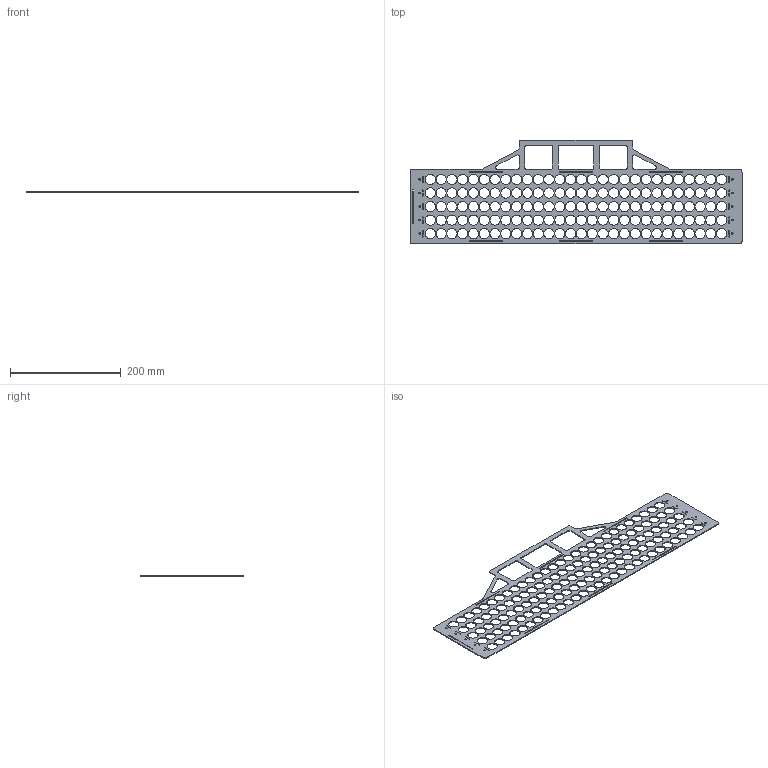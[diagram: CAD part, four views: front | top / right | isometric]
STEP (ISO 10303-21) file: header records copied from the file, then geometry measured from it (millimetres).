
FILE_DESCRIPTION(('Open CASCADE Model'),'2;1');
FILE_NAME('Open CASCADE Shape Model','2022-12-11T02:55:44',('Author'),( 'Open CASCADE'),'Open CASCADE STEP processor 7.5','Open CASCADE 7.5' ,'Unknown');
FILE_SCHEMA(('AUTOMOTIVE_DESIGN { 1 0 10303 214 1 1 1 1 }'));
Length unit declared in the file: millimetre
Products named in the file (1): PCB
Bounding box: 600 x 187.66 x 1.59 mm (x, y, z)
Volume: 75195.7 mm3; surface area: 113121 mm2
Topology: 1 solids, 1 shells, 296 faces, 882 edges, 588 vertices
Faces by surface type: cylinder 198, plane 98
Full cylindrical faces by diameter (mm): 3 x10, 18.5 x140
Entity records: 10829 total; most frequent: DIRECTION 1872, CARTESIAN_POINT 1767, ORIENTED_EDGE 1764, EDGE_CURVE 882, AXIS2_PLACEMENT_3D 693, FACE_BOUND 640, EDGE_LOOP 640, VERTEX_POINT 588
